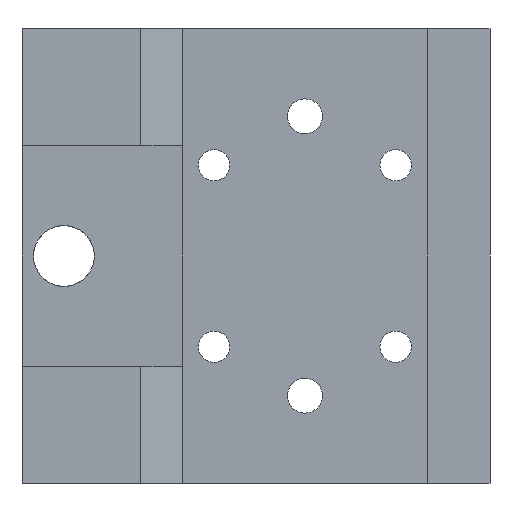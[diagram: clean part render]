
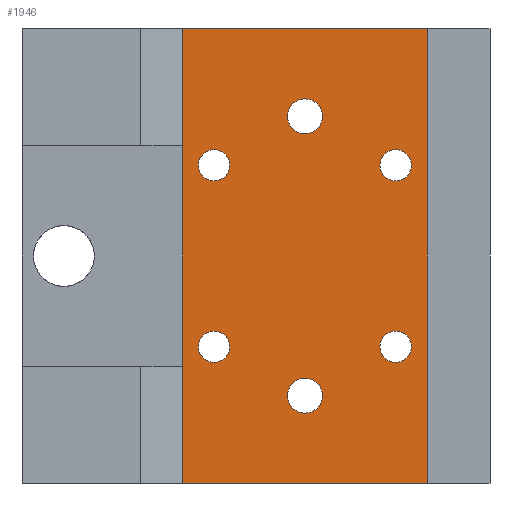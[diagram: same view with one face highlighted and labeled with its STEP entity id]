
A CAD part, left-side view. The second image highlights one B-rep face of the part: STEP entity #1946.
In plain terms, the highlighted planar face has unit normal (-1, 0, 0).
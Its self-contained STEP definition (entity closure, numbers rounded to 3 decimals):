
#23=FACE_BOUND('',#279,.T.);
#24=FACE_BOUND('',#280,.T.);
#25=FACE_BOUND('',#281,.T.);
#26=FACE_BOUND('',#282,.T.);
#27=FACE_BOUND('',#283,.T.);
#28=FACE_BOUND('',#284,.T.);
#62=PLANE('',#2147);
#162=FACE_OUTER_BOUND('',#278,.T.);
#278=EDGE_LOOP('',(#1608,#1609,#1610,#1611));
#279=EDGE_LOOP('',(#1612,#1613));
#280=EDGE_LOOP('',(#1614,#1615));
#281=EDGE_LOOP('',(#1616,#1617));
#282=EDGE_LOOP('',(#1618,#1619));
#283=EDGE_LOOP('',(#1620,#1621));
#284=EDGE_LOOP('',(#1622,#1623));
#491=LINE('',#3311,#670);
#493=LINE('',#3316,#672);
#494=LINE('',#3317,#673);
#495=LINE('',#3318,#674);
#670=VECTOR('',#2633,1000.);
#672=VECTOR('',#2637,1000.);
#673=VECTOR('',#2638,1000.);
#674=VECTOR('',#2639,1000.);
#740=CIRCLE('',#2066,2.25);
#742=CIRCLE('',#2070,2.25);
#746=CIRCLE('',#2076,2.25);
#748=CIRCLE('',#2080,2.25);
#758=CIRCLE('',#2100,2.5);
#760=CIRCLE('',#2103,2.5);
#771=CIRCLE('',#2148,2.25);
#772=CIRCLE('',#2149,2.25);
#773=CIRCLE('',#2150,2.25);
#774=CIRCLE('',#2151,2.25);
#775=CIRCLE('',#2152,2.5);
#776=CIRCLE('',#2153,2.5);
#854=VERTEX_POINT('',#2979);
#855=VERTEX_POINT('',#2980);
#858=VERTEX_POINT('',#2991);
#859=VERTEX_POINT('',#2992);
#863=VERTEX_POINT('',#3006);
#864=VERTEX_POINT('',#3007);
#867=VERTEX_POINT('',#3018);
#868=VERTEX_POINT('',#3019);
#893=VERTEX_POINT('',#3088);
#894=VERTEX_POINT('',#3089);
#897=VERTEX_POINT('',#3097);
#898=VERTEX_POINT('',#3098);
#957=VERTEX_POINT('',#3308);
#958=VERTEX_POINT('',#3310);
#959=VERTEX_POINT('',#3314);
#960=VERTEX_POINT('',#3315);
#1050=EDGE_CURVE('',#854,#855,#740,.T.);
#1056=EDGE_CURVE('',#858,#859,#742,.T.);
#1064=EDGE_CURVE('',#863,#864,#746,.T.);
#1070=EDGE_CURVE('',#867,#868,#748,.T.);
#1101=EDGE_CURVE('',#893,#894,#758,.T.);
#1105=EDGE_CURVE('',#897,#898,#760,.T.);
#1209=EDGE_CURVE('',#958,#957,#491,.T.);
#1211=EDGE_CURVE('',#959,#960,#493,.T.);
#1212=EDGE_CURVE('',#959,#958,#494,.T.);
#1213=EDGE_CURVE('',#957,#960,#495,.T.);
#1214=EDGE_CURVE('',#855,#854,#771,.T.);
#1215=EDGE_CURVE('',#859,#858,#772,.T.);
#1216=EDGE_CURVE('',#864,#863,#773,.T.);
#1217=EDGE_CURVE('',#868,#867,#774,.T.);
#1218=EDGE_CURVE('',#894,#893,#775,.T.);
#1219=EDGE_CURVE('',#898,#897,#776,.T.);
#1608=ORIENTED_EDGE('',*,*,#1211,.F.);
#1609=ORIENTED_EDGE('',*,*,#1212,.T.);
#1610=ORIENTED_EDGE('',*,*,#1209,.T.);
#1611=ORIENTED_EDGE('',*,*,#1213,.T.);
#1612=ORIENTED_EDGE('',*,*,#1214,.T.);
#1613=ORIENTED_EDGE('',*,*,#1050,.T.);
#1614=ORIENTED_EDGE('',*,*,#1215,.T.);
#1615=ORIENTED_EDGE('',*,*,#1056,.T.);
#1616=ORIENTED_EDGE('',*,*,#1216,.T.);
#1617=ORIENTED_EDGE('',*,*,#1064,.T.);
#1618=ORIENTED_EDGE('',*,*,#1217,.T.);
#1619=ORIENTED_EDGE('',*,*,#1070,.T.);
#1620=ORIENTED_EDGE('',*,*,#1218,.T.);
#1621=ORIENTED_EDGE('',*,*,#1101,.T.);
#1622=ORIENTED_EDGE('',*,*,#1219,.T.);
#1623=ORIENTED_EDGE('',*,*,#1105,.T.);
#1946=ADVANCED_FACE('',(#162,#23,#24,#25,#26,#27,#28),#62,.F.);
#2066=AXIS2_PLACEMENT_3D('',#2981,#2349,#2350);
#2070=AXIS2_PLACEMENT_3D('',#2993,#2361,#2362);
#2076=AXIS2_PLACEMENT_3D('',#3008,#2377,#2378);
#2080=AXIS2_PLACEMENT_3D('',#3020,#2389,#2390);
#2100=AXIS2_PLACEMENT_3D('',#3090,#2449,#2450);
#2103=AXIS2_PLACEMENT_3D('',#3099,#2457,#2458);
#2147=AXIS2_PLACEMENT_3D('',#3313,#2635,#2636);
#2148=AXIS2_PLACEMENT_3D('',#3319,#2640,#2641);
#2149=AXIS2_PLACEMENT_3D('',#3320,#2642,#2643);
#2150=AXIS2_PLACEMENT_3D('',#3321,#2644,#2645);
#2151=AXIS2_PLACEMENT_3D('',#3322,#2646,#2647);
#2152=AXIS2_PLACEMENT_3D('',#3323,#2648,#2649);
#2153=AXIS2_PLACEMENT_3D('',#3324,#2650,#2651);
#2349=DIRECTION('center_axis',(1.,0.,0.));
#2350=DIRECTION('ref_axis',(0.,0.,
1.));
#2361=DIRECTION('center_axis',(1.,0.,0.));
#2362=DIRECTION('ref_axis',(0.,0.,
1.));
#2377=DIRECTION('center_axis',(1.,0.,0.));
#2378=DIRECTION('ref_axis',(0.,0.,
1.));
#2389=DIRECTION('center_axis',(1.,0.,0.));
#2390=DIRECTION('ref_axis',(0.,0.,
1.));
#2449=DIRECTION('center_axis',(1.,0.,0.));
#2450=DIRECTION('ref_axis',(0.,0.,
1.));
#2457=DIRECTION('center_axis',(1.,0.,0.));
#2458=DIRECTION('ref_axis',(0.,0.,
1.));
#2633=DIRECTION('',(0.,0.,-1.));
#2635=DIRECTION('center_axis',(1.,0.,0.));
#2636=DIRECTION('ref_axis',(0.,-1.,0.));
#2637=DIRECTION('',(0.,0.,-1.));
#2638=DIRECTION('',(0.,1.,0.));
#2639=DIRECTION('',(0.,-1.,0.));
#2640=DIRECTION('center_axis',(1.,0.,0.));
#2641=DIRECTION('ref_axis',(0.,0.,
1.));
#2642=DIRECTION('center_axis',(1.,0.,0.));
#2643=DIRECTION('ref_axis',(0.,0.,
1.));
#2644=DIRECTION('center_axis',(1.,0.,0.));
#2645=DIRECTION('ref_axis',(0.,0.,
1.));
#2646=DIRECTION('center_axis',(1.,0.,0.));
#2647=DIRECTION('ref_axis',(0.,0.,
1.));
#2648=DIRECTION('center_axis',(1.,0.,0.));
#2649=DIRECTION('ref_axis',(0.,0.,
1.));
#2650=DIRECTION('center_axis',(1.,0.,0.));
#2651=DIRECTION('ref_axis',(0.,0.,
1.));
#2979=CARTESIAN_POINT('',(46.5,13.,-12.77));
#2980=CARTESIAN_POINT('',(46.5,13.,-8.27));
#2981=CARTESIAN_POINT('Origin',(46.5,13.,-10.52));
#2991=CARTESIAN_POINT('',(46.5,-13.,-12.77));
#2992=CARTESIAN_POINT('',(46.5,-13.,-8.27));
#2993=CARTESIAN_POINT('Origin',(46.5,-13.,-10.52));
#3006=CARTESIAN_POINT('',(46.5,13.,-38.77));
#3007=CARTESIAN_POINT('',(46.5,13.,-34.27));
#3008=CARTESIAN_POINT('Origin',(46.5,13.,-36.52));
#3018=CARTESIAN_POINT('',(46.5,-13.,-38.77));
#3019=CARTESIAN_POINT('',(46.5,-13.,-34.27));
#3020=CARTESIAN_POINT('Origin',(46.5,-13.,-36.52));
#3088=CARTESIAN_POINT('',(46.5,0.,-6.02));
#3089=CARTESIAN_POINT('',(46.5,0.,-1.02));
#3090=CARTESIAN_POINT('Origin',(46.5,0.,-3.52));
#3097=CARTESIAN_POINT('',(46.5,0.,-46.02));
#3098=CARTESIAN_POINT('',(46.5,0.,-41.02));
#3099=CARTESIAN_POINT('Origin',(46.5,0.,-43.52));
#3308=CARTESIAN_POINT('',(46.5,17.5,-56.02));
#3310=CARTESIAN_POINT('',(46.5,17.5,8.98));
#3311=CARTESIAN_POINT('',(46.5,17.5,28.98));
#3313=CARTESIAN_POINT('Origin',(46.5,17.5,28.98));
#3314=CARTESIAN_POINT('',(46.5,-17.5,8.98));
#3315=CARTESIAN_POINT('',(46.5,-17.5,-56.02));
#3316=CARTESIAN_POINT('',(46.5,-17.5,28.98));
#3317=CARTESIAN_POINT('',(46.5,17.5,8.98));
#3318=CARTESIAN_POINT('',(46.5,17.5,-56.02));
#3319=CARTESIAN_POINT('Origin',(46.5,13.,-10.52));
#3320=CARTESIAN_POINT('Origin',(46.5,-13.,-10.52));
#3321=CARTESIAN_POINT('Origin',(46.5,13.,-36.52));
#3322=CARTESIAN_POINT('Origin',(46.5,-13.,-36.52));
#3323=CARTESIAN_POINT('Origin',(46.5,0.,-3.52));
#3324=CARTESIAN_POINT('Origin',(46.5,0.,-43.52));
